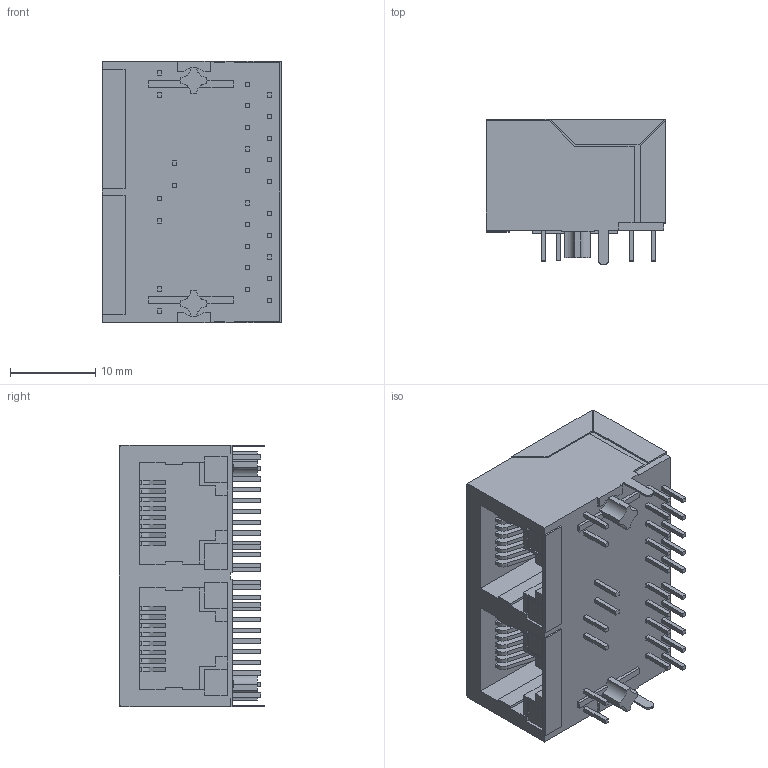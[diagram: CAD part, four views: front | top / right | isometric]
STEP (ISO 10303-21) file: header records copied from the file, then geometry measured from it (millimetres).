
FILE_DESCRIPTION((''),'2;1');
FILE_NAME('RJ45-1X2-TAB-DOWN-21-3MM-694','2021-12-21T',('XCP'),(''),'PRO/ENGINEER BY PARAMETRIC TECHNOLOGY CORPORATION, 2013240','PRO/ENGINEER BY PARAMETRIC TECHNOLOGY CORPORATION, 2013240','');
FILE_SCHEMA(('CONFIG_CONTROL_DESIGN'));
Length unit declared in the file: millimetre
Products named in the file (1): RJ45-1X2-TAB-DOWN-21-3MM-694
Bounding box: 21.1 x 17.1 x 30.8 mm (x, y, z)
Volume: 6556.8 mm3; surface area: 4492.2 mm2
Topology: 1 solids, 1 shells, 470 faces, 1299 edges, 866 vertices
Faces by surface type: plane 438, cylinder 32
Entity records: 14773 total; most frequent: CARTESIAN_POINT 2635, ORIENTED_EDGE 2598, DIRECTION 2311, EDGE_CURVE 1299, VECTOR 1227, LINE 1227, VERTEX_POINT 866, AXIS2_PLACEMENT_3D 542
